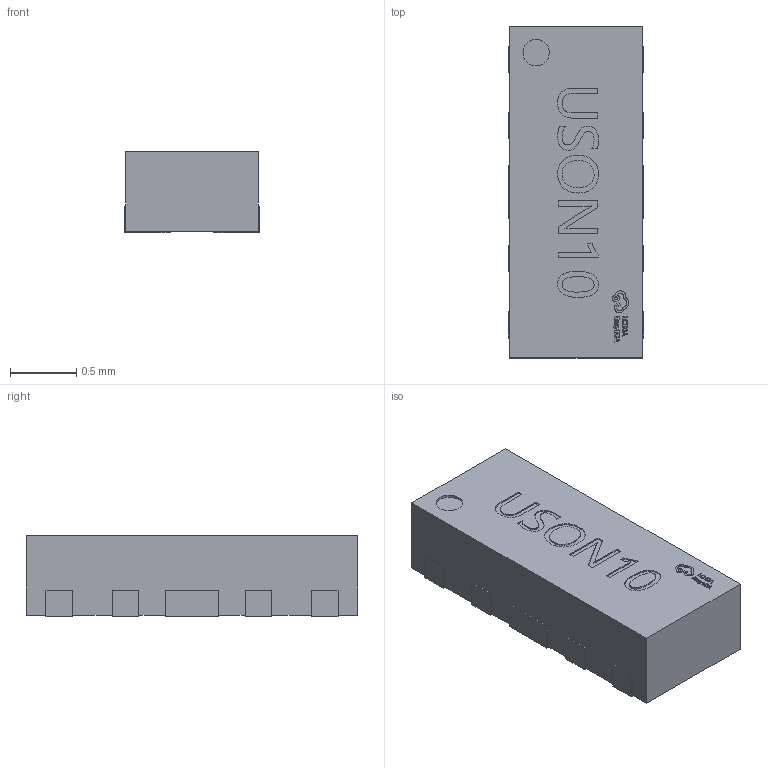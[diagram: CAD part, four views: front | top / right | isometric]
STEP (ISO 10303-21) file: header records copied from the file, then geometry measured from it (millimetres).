
FILE_DESCRIPTION (( 'STEP AP214' ), '1' );
FILE_NAME ('USON-10_L2.5-W1.0-H0.6-P0.50.step', '2022-07-26T09:28:43', ( '' ), ( '' ), 'SwSTEP 2.0', 'SolidWorks 2020', '' );
FILE_SCHEMA (( 'AUTOMOTIVE_DESIGN' ));
Length unit declared in the file: millimetre
Products named in the file (1): USON-10_L2.5-W1.0-H0.6-P0.50
Bounding box: 1.02 x 2.5 x 0.61 mm (x, y, z)
Volume: 1.5 mm3; surface area: 9.6 mm2
Topology: 14 solids, 14 shells, 434 faces, 1170 edges, 780 vertices
Faces by surface type: plane 270, bspline 150, cylinder 14
Entity records: 20436 total; most frequent: CARTESIAN_POINT 6919, ORIENTED_EDGE 2340, DIRECTION 1464, EDGE_CURVE 1170, LINE 838, VECTOR 838, VERTEX_POINT 780, EDGE_LOOP 462
